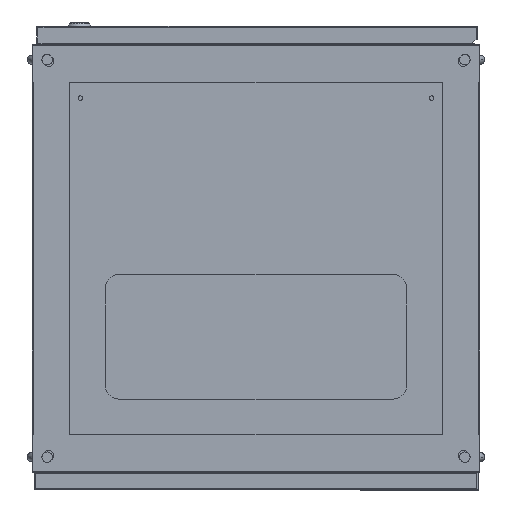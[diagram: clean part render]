
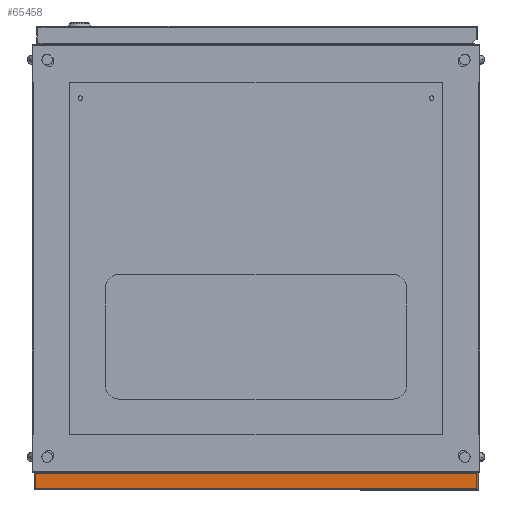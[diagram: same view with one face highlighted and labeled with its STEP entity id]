
A CAD part, front view. The second image highlights one B-rep face of the part: STEP entity #65458.
In plain terms, the highlighted planar face has unit normal (0, -1, 0).
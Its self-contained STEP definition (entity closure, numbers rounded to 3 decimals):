
#984 = ORIENTED_EDGE ( 'NONE', *, *, #22580, .F. ) ;
#1724 = CARTESIAN_POINT ( 'NONE',  ( 297.5, -897.5, -24. ) ) ;
#4029 = ORIENTED_EDGE ( 'NONE', *, *, #75125, .T. ) ;
#6310 = DIRECTION ( 'NONE',  ( 0., -1., 0. ) ) ;
#6992 = EDGE_LOOP ( 'NONE', ( #984, #19802, #17754, #4029 ) ) ;
#14753 = VECTOR ( 'NONE', #63098, 1000. ) ;
#17754 = ORIENTED_EDGE ( 'NONE', *, *, #76556, .F. ) ;
#18068 = CARTESIAN_POINT ( 'NONE',  ( -297.5, -897.5, 0. ) ) ;
#18282 = CARTESIAN_POINT ( 'NONE',  ( -297.5, -897.5, 0. ) ) ;
#19563 = VERTEX_POINT ( 'NONE', #18282 ) ;
#19802 = ORIENTED_EDGE ( 'NONE', *, *, #66153, .F. ) ;
#22580 = EDGE_CURVE ( 'NONE', #19563, #48580, #38056, .T. ) ;
#23270 = VERTEX_POINT ( 'NONE', #54722 ) ;
#27662 = LINE ( 'NONE', #72111, #79324 ) ;
#37962 = VECTOR ( 'NONE', #41850, 1000. ) ;
#38056 = LINE ( 'NONE', #18068, #71723 ) ;
#41263 = FACE_OUTER_BOUND ( 'NONE', #6992, .T. ) ;
#41850 = DIRECTION ( 'NONE',  ( 0., 0., 1. ) ) ;
#46162 = VERTEX_POINT ( 'NONE', #1724 ) ;
#48426 = AXIS2_PLACEMENT_3D ( 'NONE', #87024, #6310, #53418 ) ;
#48580 = VERTEX_POINT ( 'NONE', #50221 ) ;
#48601 = CARTESIAN_POINT ( 'NONE',  ( -297.5, -897.5, -1.5 ) ) ;
#50221 = CARTESIAN_POINT ( 'NONE',  ( 297.5, -897.5, 0. ) ) ;
#53418 = DIRECTION ( 'NONE',  ( 0., 0., -1. ) ) ;
#54722 = CARTESIAN_POINT ( 'NONE',  ( -297.5, -897.5, -24. ) ) ;
#63098 = DIRECTION ( 'NONE',  ( -1., 0., 0. ) ) ;
#65448 = DIRECTION ( 'NONE',  ( 1., 0., 0. ) ) ;
#65458 = ADVANCED_FACE ( 'NONE', ( #41263 ), #80285, .T. ) ;
#66153 = EDGE_CURVE ( 'NONE', #23270, #19563, #73750, .T. ) ;
#71723 = VECTOR ( 'NONE', #65448, 1000. ) ;
#72111 = CARTESIAN_POINT ( 'NONE',  ( 297.5, -897.5, -1.5 ) ) ;
#73750 = LINE ( 'NONE', #48601, #37962 ) ;
#75125 = EDGE_CURVE ( 'NONE', #46162, #48580, #27662, .T. ) ;
#76556 = EDGE_CURVE ( 'NONE', #46162, #23270, #84333, .T. ) ;
#78869 = DIRECTION ( 'NONE',  ( 0., 0., 1. ) ) ;
#79324 = VECTOR ( 'NONE', #78869, 1000. ) ;
#80285 = PLANE ( 'NONE',  #48426 ) ;
#82841 = CARTESIAN_POINT ( 'NONE',  ( 297.5, -897.5, -24. ) ) ;
#84333 = LINE ( 'NONE', #82841, #14753 ) ;
#87024 = CARTESIAN_POINT ( 'NONE',  ( -297.5, -897.5, -1.5 ) ) ;
